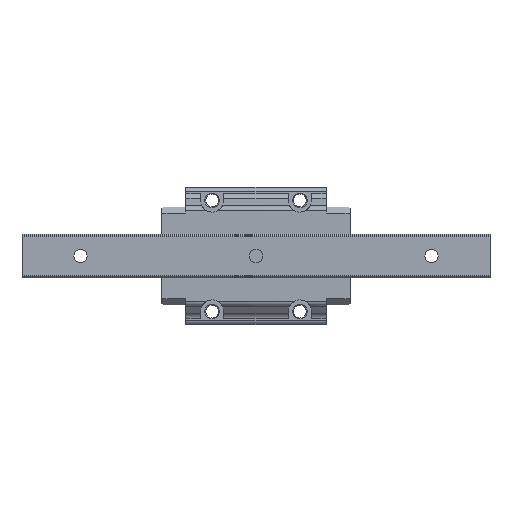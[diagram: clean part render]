
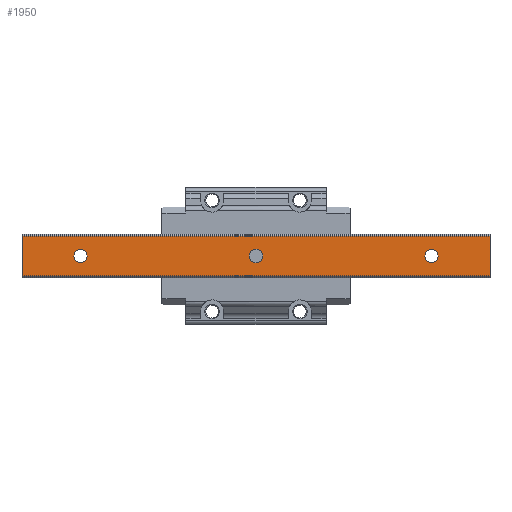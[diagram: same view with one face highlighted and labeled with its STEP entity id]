
A CAD part, front view. The second image highlights one B-rep face of the part: STEP entity #1950.
In plain terms, the highlighted planar face has unit normal (0, -1, 0).
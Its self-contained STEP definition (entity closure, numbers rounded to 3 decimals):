
#1378 = VERTEX_POINT( '', #3962 );
#1474 = EDGE_CURVE( '', #3374, #3494, #4068, .T. );
#1628 = EDGE_CURVE( '', #3232, #3720, #4233, .T. );
#1640 = VERTEX_POINT( '', #4246 );
#1644 = EDGE_CURVE( '', #1640, #1378, #4250, .T. );
#1686 = VERTEX_POINT( '', #4299 );
#1950 = ADVANCED_FACE( '', ( #4585, #4586, #4587, #4588 ), #4589, .T. );
#2794 = EDGE_CURVE( '', #3092, #2840, #5515, .T. );
#2830 = VERTEX_POINT( '', #5553 );
#2840 = VERTEX_POINT( '', #5565 );
#2878 = EDGE_CURVE( '', #1686, #2830, #5609, .T. );
#2886 = EDGE_CURVE( '', #1378, #1640, #5617, .T. );
#3092 = VERTEX_POINT( '', #5838 );
#3114 = EDGE_CURVE( '', #2830, #1686, #5866, .T. );
#3232 = VERTEX_POINT( '', #5990 );
#3258 = EDGE_CURVE( '', #3720, #3232, #6019, .T. );
#3374 = VERTEX_POINT( '', #6139 );
#3494 = VERTEX_POINT( '', #6272 );
#3720 = VERTEX_POINT( '', #6535 );
#3768 = EDGE_CURVE( '', #2840, #3374, #6594, .T. );
#3866 = EDGE_CURVE( '', #3092, #3494, #6701, .T. );
#3962 = CARTESIAN_POINT( '', ( -2.25, 0., 0. ) );
#4068 = LINE( '', #6993, #6994 );
#4233 = CIRCLE( '', #7247, 2.25 );
#4246 = CARTESIAN_POINT( '', ( 2.25, 0., 0. ) );
#4250 = CIRCLE( '', #7271, 2.25 );
#4299 = CARTESIAN_POINT( '', ( 122.25, 0., 0. ) );
#4585 = FACE_BOUND( '', #7730, .T. );
#4586 = FACE_BOUND( '', #7731, .T. );
#4587 = FACE_BOUND( '', #7732, .T. );
#4588 = FACE_OUTER_BOUND( '', #7733, .T. );
#4589 = PLANE( '', #7734 );
#5515 = LINE( '', #9031, #9032 );
#5553 = CARTESIAN_POINT( '', ( 117.75, 0., 0. ) );
#5565 = CARTESIAN_POINT( '', ( -20., 0., -6.786 ) );
#5609 = CIRCLE( '', #9162, 2.25 );
#5617 = CIRCLE( '', #9174, 2.25 );
#5838 = CARTESIAN_POINT( '', ( -20., 0., 6.786 ) );
#5866 = CIRCLE( '', #9555, 2.25 );
#5990 = CARTESIAN_POINT( '', ( 62.25, 0., 0. ) );
#6019 = CIRCLE( '', #9781, 2.25 );
#6139 = CARTESIAN_POINT( '', ( 140., 0., -6.786 ) );
#6272 = CARTESIAN_POINT( '', ( 140., 0., 6.786 ) );
#6535 = CARTESIAN_POINT( '', ( 57.75, 0., 0. ) );
#6594 = LINE( '', #10571, #10572 );
#6701 = LINE( '', #10723, #10724 );
#6993 = CARTESIAN_POINT( '', ( 140., 0., 6.786 ) );
#6994 = VECTOR( '', #10916, 1. );
#7247 = AXIS2_PLACEMENT_3D( '', #11081, #11082, #11083 );
#7271 = AXIS2_PLACEMENT_3D( '', #11100, #11101, #11102 );
#7730 = EDGE_LOOP( '', ( #11434, #11435 ) );
#7731 = EDGE_LOOP( '', ( #11436, #11437 ) );
#7732 = EDGE_LOOP( '', ( #11438, #11439 ) );
#7733 = EDGE_LOOP( '', ( #11440, #11441, #11442, #11443 ) );
#7734 = AXIS2_PLACEMENT_3D( '', #11444, #11445, #11446 );
#9031 = CARTESIAN_POINT( '', ( -20., 0., 6.786 ) );
#9032 = VECTOR( '', #12514, 1. );
#9162 = AXIS2_PLACEMENT_3D( '', #12604, #12605, #12606 );
#9174 = AXIS2_PLACEMENT_3D( '', #12616, #12617, #12618 );
#9555 = AXIS2_PLACEMENT_3D( '', #12958, #12959, #12960 );
#9781 = AXIS2_PLACEMENT_3D( '', #13099, #13100, #13101 );
#10571 = CARTESIAN_POINT( '', ( -20., 0., -6.786 ) );
#10572 = VECTOR( '', #13848, 1. );
#10723 = CARTESIAN_POINT( '', ( -20., 0., 6.786 ) );
#10724 = VECTOR( '', #13968, 1. );
#10916 = DIRECTION( '', ( 0., 0., 1. ) );
#11081 = CARTESIAN_POINT( '', ( 60., 0., 0. ) );
#11082 = DIRECTION( '', ( 0., 1., 0. ) );
#11083 = DIRECTION( '', ( 1., 0., 0. ) );
#11100 = CARTESIAN_POINT( '', ( 0., 0., 0. ) );
#11101 = DIRECTION( '', ( 0., 1., 0. ) );
#11102 = DIRECTION( '', ( 1., 0., 0. ) );
#11434 = ORIENTED_EDGE( '', *, *, #1628, .T. );
#11435 = ORIENTED_EDGE( '', *, *, #3258, .T. );
#11436 = ORIENTED_EDGE( '', *, *, #2878, .T. );
#11437 = ORIENTED_EDGE( '', *, *, #3114, .T. );
#11438 = ORIENTED_EDGE( '', *, *, #1644, .T. );
#11439 = ORIENTED_EDGE( '', *, *, #2886, .T. );
#11440 = ORIENTED_EDGE( '', *, *, #1474, .T. );
#11441 = ORIENTED_EDGE( '', *, *, #3866, .F. );
#11442 = ORIENTED_EDGE( '', *, *, #2794, .T. );
#11443 = ORIENTED_EDGE( '', *, *, #3768, .T. );
#11444 = CARTESIAN_POINT( '', ( -20., 0., -6.786 ) );
#11445 = DIRECTION( '', ( 0., -1., 0. ) );
#11446 = DIRECTION( '', ( 0., 0., -1. ) );
#12514 = DIRECTION( '', ( 0., 0., -1. ) );
#12604 = CARTESIAN_POINT( '', ( 120., 0., 0. ) );
#12605 = DIRECTION( '', ( 0., 1., 0. ) );
#12606 = DIRECTION( '', ( 1., 0., 0. ) );
#12616 = CARTESIAN_POINT( '', ( 0., 0., 0. ) );
#12617 = DIRECTION( '', ( 0., 1., 0. ) );
#12618 = DIRECTION( '', ( 1., 0., 0. ) );
#12958 = CARTESIAN_POINT( '', ( 120., 0., 0. ) );
#12959 = DIRECTION( '', ( 0., 1., 0. ) );
#12960 = DIRECTION( '', ( 1., 0., 0. ) );
#13099 = CARTESIAN_POINT( '', ( 60., 0., 0. ) );
#13100 = DIRECTION( '', ( 0., 1., 0. ) );
#13101 = DIRECTION( '', ( 1., 0., 0. ) );
#13848 = DIRECTION( '', ( 1., 0., 0. ) );
#13968 = DIRECTION( '', ( 1., 0., 0. ) );
